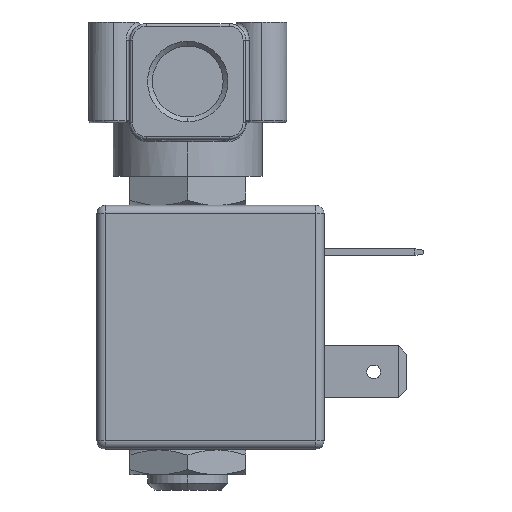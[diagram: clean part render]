
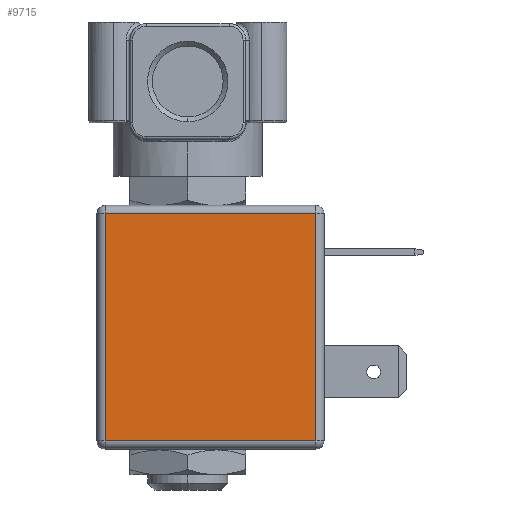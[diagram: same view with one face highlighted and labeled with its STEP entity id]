
A CAD part, left-side view. The second image highlights one B-rep face of the part: STEP entity #9715.
In plain terms, the highlighted planar face has unit normal (-1, 0, 0).
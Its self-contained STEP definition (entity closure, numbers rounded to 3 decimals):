
#1939=DIRECTION('',(0.,1.,0.));
#1940=VECTOR('',#1939,25.5);
#1941=CARTESIAN_POINT('',(-11.,-15.5,-11.));
#1942=LINE('',#1941,#1940);
#1962=DIRECTION('',(0.,0.,1.));
#1963=VECTOR('',#1962,27.5);
#1964=CARTESIAN_POINT('',(-11.,-15.5,-38.5));
#1965=LINE('',#1964,#1963);
#1974=DIRECTION('',(0.,-1.,0.));
#1975=VECTOR('',#1974,25.5);
#1976=CARTESIAN_POINT('',(-11.,10.,-38.5));
#1977=LINE('',#1976,#1975);
#2088=DIRECTION('',(0.,0.,-1.));
#2089=VECTOR('',#2088,27.5);
#2090=CARTESIAN_POINT('',(-11.,10.,-11.));
#2091=LINE('',#2090,#2089);
#5424=CARTESIAN_POINT('',(-11.,-15.5,-38.5));
#5425=VERTEX_POINT('',#5424);
#5426=CARTESIAN_POINT('',(-11.,10.,-38.5));
#5427=VERTEX_POINT('',#5426);
#5452=CARTESIAN_POINT('',(-11.,-15.5,-11.));
#5453=VERTEX_POINT('',#5452);
#5454=CARTESIAN_POINT('',(-11.,10.,-11.));
#5455=VERTEX_POINT('',#5454);
#9702=CARTESIAN_POINT('',(-11.,-2.75,-24.75));
#9703=DIRECTION('',(1.,0.,0.));
#9704=DIRECTION('',(0.,1.,0.));
#9705=AXIS2_PLACEMENT_3D('',#9702,#9703,#9704);
#9706=PLANE('',#9705);
#9707=ORIENTED_EDGE('',*,*,#9685,.F.);
#9709=ORIENTED_EDGE('',*,*,#9708,.F.);
#9711=ORIENTED_EDGE('',*,*,#9710,.F.);
#9712=ORIENTED_EDGE('',*,*,#9647,.F.);
#9713=EDGE_LOOP('',(#9707,#9709,#9711,#9712));
#9714=FACE_OUTER_BOUND('',#9713,.F.);
#9647=EDGE_CURVE('',#5453,#5455,#1942,.T.);
#9685=EDGE_CURVE('',#5425,#5453,#1965,.T.);
#9708=EDGE_CURVE('',#5427,#5425,#1977,.T.);
#9710=EDGE_CURVE('',#5455,#5427,#2091,.T.);
#9715=ADVANCED_FACE('',(#9714),#9706,.F.);
